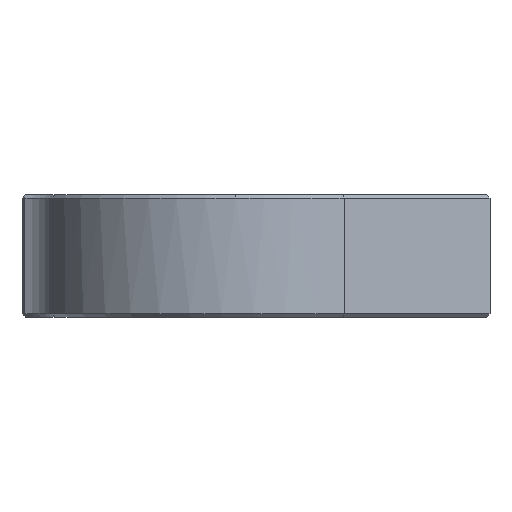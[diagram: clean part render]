
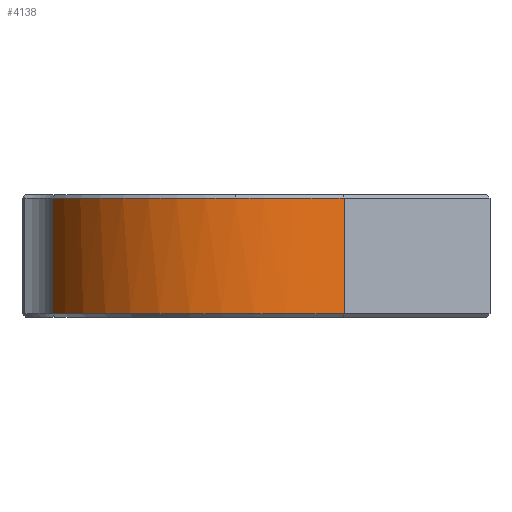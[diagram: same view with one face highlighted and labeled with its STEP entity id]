
A CAD part, left-side view. The second image highlights one B-rep face of the part: STEP entity #4138.
In plain terms, the highlighted cylindrical face has radius 19 mm (diameter 38 mm), a partial arc.
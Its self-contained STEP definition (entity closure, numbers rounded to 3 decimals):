
#1 = AXIS2_PLACEMENT_3D ( 'NONE', #5451, #9808, #1379 ) ;
#389 = DIRECTION ( 'NONE',  ( 0., 0., -1. ) ) ;
#459 = CARTESIAN_POINT ( 'NONE',  ( -15.724, -10.666, -12. ) ) ;
#843 = ORIENTED_EDGE ( 'NONE', *, *, #10004, .T. ) ;
#1075 = EDGE_CURVE ( 'NONE', #6152, #10219, #8547, .T. ) ;
#1379 = DIRECTION ( 'NONE',  ( -1., 0., 0. ) ) ;
#1456 = VECTOR ( 'NONE', #389, 1000. ) ;
#1628 = LINE ( 'NONE', #459, #4417 ) ;
#1711 = CARTESIAN_POINT ( 'NONE',  ( -6.087, 17.998, -11.7 ) ) ;
#1963 = CARTESIAN_POINT ( 'NONE',  ( 0., 0., -11.7 ) ) ;
#2605 = EDGE_CURVE ( 'NONE', #4360, #6152, #1628, .T. ) ;
#2974 = CIRCLE ( 'NONE', #1, 19. ) ;
#3490 = EDGE_LOOP ( 'NONE', ( #5683, #4923, #843, #10524, #7629 ) ) ;
#3845 = VERTEX_POINT ( 'NONE', #1711 ) ;
#4138 = ADVANCED_FACE ( 'NONE', ( #7828 ), #10229, .T. ) ;
#4360 = VERTEX_POINT ( 'NONE', #8775 ) ;
#4417 = VECTOR ( 'NONE', #6355, 1000. ) ;
#4621 = CARTESIAN_POINT ( 'NONE',  ( -6.087, 17.998, -12. ) ) ;
#4923 = ORIENTED_EDGE ( 'NONE', *, *, #1075, .T. ) ;
#5451 = CARTESIAN_POINT ( 'NONE',  ( 0., 0., -0.3 ) ) ;
#5473 = DIRECTION ( 'NONE',  ( 1., 0., 0. ) ) ;
#5522 = EDGE_CURVE ( 'NONE', #3845, #4360, #6822, .T. ) ;
#5683 = ORIENTED_EDGE ( 'NONE', *, *, #2605, .T. ) ;
#5697 = CARTESIAN_POINT ( 'NONE',  ( 0., 0., -0.3 ) ) ;
#6152 = VERTEX_POINT ( 'NONE', #6999 ) ;
#6355 = DIRECTION ( 'NONE',  ( 0., 0., 1. ) ) ;
#6423 = EDGE_CURVE ( 'NONE', #9211, #3845, #8847, .T. ) ;
#6745 = DIRECTION ( 'NONE',  ( 0., 0., -1. ) ) ;
#6807 = AXIS2_PLACEMENT_3D ( 'NONE', #7934, #10549, #5473 ) ;
#6822 = CIRCLE ( 'NONE', #7040, 19. ) ;
#6857 = DIRECTION ( 'NONE',  ( 0., 0., 1. ) ) ;
#6999 = CARTESIAN_POINT ( 'NONE',  ( -15.724, -10.666, -0.3 ) ) ;
#7040 = AXIS2_PLACEMENT_3D ( 'NONE', #1963, #6857, #7867 ) ;
#7629 = ORIENTED_EDGE ( 'NONE', *, *, #5522, .T. ) ;
#7828 = FACE_OUTER_BOUND ( 'NONE', #3490, .T. ) ;
#7867 = DIRECTION ( 'NONE',  ( -1., 0., 0. ) ) ;
#7934 = CARTESIAN_POINT ( 'NONE',  ( 0., 0., -12. ) ) ;
#8175 = CARTESIAN_POINT ( 'NONE',  ( -19., 0., -0.3 ) ) ;
#8547 = CIRCLE ( 'NONE', #8604, 19. ) ;
#8604 = AXIS2_PLACEMENT_3D ( 'NONE', #5697, #6745, #10136 ) ;
#8775 = CARTESIAN_POINT ( 'NONE',  ( -15.724, -10.666, -11.7 ) ) ;
#8847 = LINE ( 'NONE', #4621, #1456 ) ;
#9211 = VERTEX_POINT ( 'NONE', #10205 ) ;
#9808 = DIRECTION ( 'NONE',  ( 0., 0., -1. ) ) ;
#10004 = EDGE_CURVE ( 'NONE', #10219, #9211, #2974, .T. ) ;
#10136 = DIRECTION ( 'NONE',  ( -1., 0., 0. ) ) ;
#10205 = CARTESIAN_POINT ( 'NONE',  ( -6.087, 17.998, -0.3 ) ) ;
#10219 = VERTEX_POINT ( 'NONE', #8175 ) ;
#10229 = CYLINDRICAL_SURFACE ( 'NONE', #6807, 19. ) ;
#10524 = ORIENTED_EDGE ( 'NONE', *, *, #6423, .T. ) ;
#10549 = DIRECTION ( 'NONE',  ( 0., 0., 1. ) ) ;
